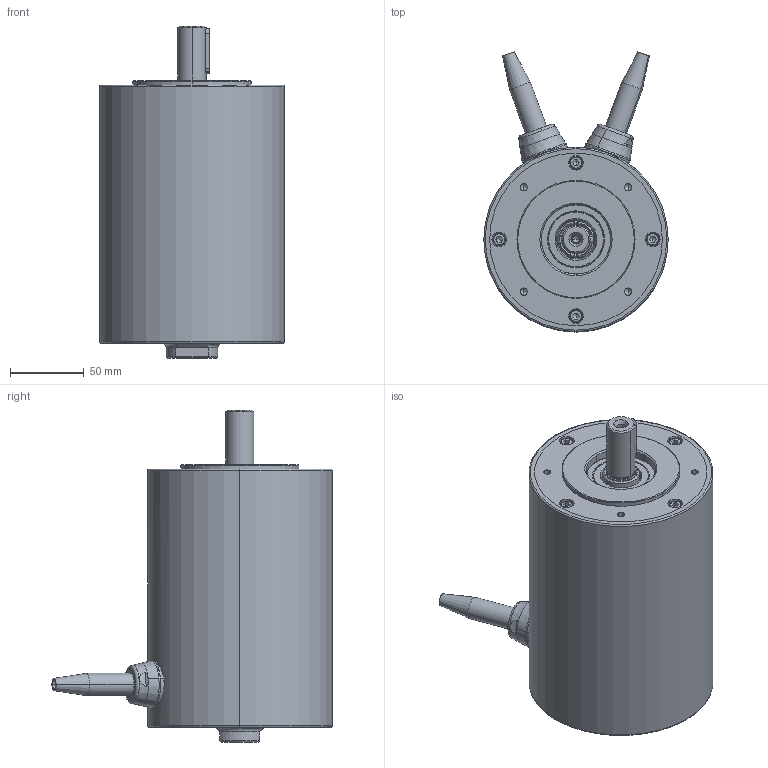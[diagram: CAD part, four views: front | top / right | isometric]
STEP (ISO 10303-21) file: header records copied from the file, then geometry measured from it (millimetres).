
FILE_DESCRIPTION((''),'2;1');
FILE_NAME('BF-122 + Resolver.stp','2012-07-20T08:16:16',('arodrigo'),(''),'Autodesk Inventor 9','Autodesk Inventor 9','');
FILE_SCHEMA(('AUTOMOTIVE_DESIGN { 1 0 10303 214 1 1 1 1 }'));
Length unit declared in the file: millimetre
Products named in the file (1): Pieza1
Bounding box: 125 x 189.84 x 225 mm (x, y, z)
Volume: 2193655.3 mm3; surface area: 132161.3 mm2
Topology: 1 solids, 3 shells, 520 faces, 1315 edges, 760 vertices
Faces by surface type: bspline 126, cone 124, cylinder 120, plane 108, torus 42
Entity records: 18073 total; most frequent: CARTESIAN_POINT 5646, DIRECTION 2774, ORIENTED_EDGE 2594, EDGE_CURVE 1297, AXIS2_PLACEMENT_3D 1166, VERTEX_POINT 760, CIRCLE 749, EDGE_LOOP 591
